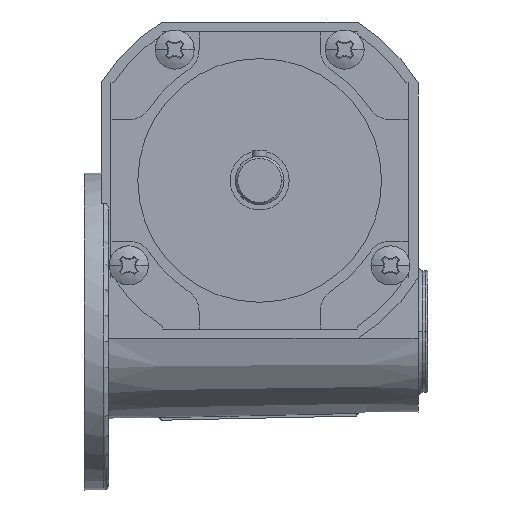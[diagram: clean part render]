
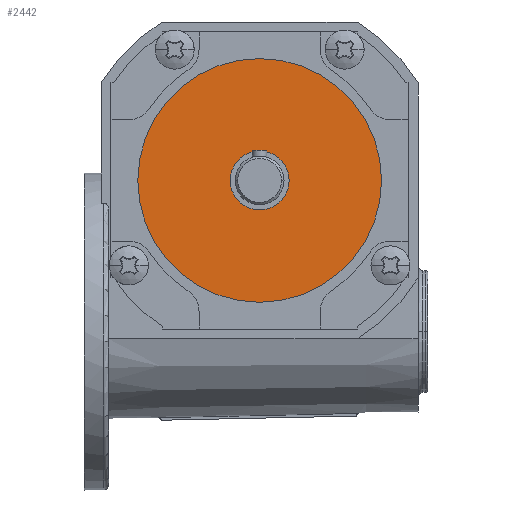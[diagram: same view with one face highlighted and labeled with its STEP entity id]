
A CAD part, left-side view. The second image highlights one B-rep face of the part: STEP entity #2442.
In plain terms, the highlighted planar face has unit normal (-1, 0, 0).
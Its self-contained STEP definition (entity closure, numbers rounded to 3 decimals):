
#1849=CARTESIAN_POINT('POINT2401',(0.,
   -6.05,0.));
#1850=VERTEX_POINT('VERTEX2401',#1849);
#1858=CARTESIAN_POINT('POINT2402',(0.,
   6.05,0.));
#1859=VERTEX_POINT('VERTEX2402',#1858);
#1866=CARTESIAN_POINT('POS3672',(0.,
   0.,0.));
#1867=DIRECTION('DIR5837',(1.,0.,0.));
#1868=DIRECTION('DIR5838',(0.,-1.,0.));
#1869=AXIS2_PLACEMENT_3D('AXIS2166',#1866,#1867,#1868);
#1870=CIRCLE('ELLIPSE1136',#1869,6.05);
#1871=EDGE_CURVE('EDGE3692',#1850,#1859,#1870,.T.);
#1882=EDGE_CURVE('EDGE3693',#1859,#1850,#1870,.T.);
#2418=ORIENTED_EDGE('COEDGE7447',*,*,#1882,.T.);
#2419=ORIENTED_EDGE('COEDGE7448',*,*,#1871,.T.);
#2420=EDGE_LOOP('NONE',(#2418,#2419));
#2421=FACE_BOUND('LOOP1',#2420,.T.);
#2422=CARTESIAN_POINT('POINT2429',(0.,25.,
   0.));
#2423=VERTEX_POINT('VERTEX2429',#2422);
#2424=CARTESIAN_POINT('POINT2430',(0.,-25.,
   0.));
#2425=VERTEX_POINT('VERTEX2430',#2424);
#2426=CARTESIAN_POINT('POS3700',(0.,0.,0.
   ));
#2427=DIRECTION('DIR5893',(1.,0.,0.));
#2428=DIRECTION('DIR5894',(0.,1.,0.));
#2429=AXIS2_PLACEMENT_3D('AXIS2194',#2426,#2427,#2428);
#2430=CIRCLE('ELLIPSE1151',#2429,25.);
#2431=EDGE_CURVE('EDGE3734',#2423,#2425,#2430,.T.);
#2432=ORIENTED_EDGE('COEDGE7449',*,*,#2431,.F.);
#2433=EDGE_CURVE('EDGE3735',#2425,#2423,#2430,.T.);
#2434=ORIENTED_EDGE('COEDGE7450',*,*,#2433,.F.);
#2435=EDGE_LOOP('NONE',(#2432,#2434));
#2436=FACE_BOUND('LOOP1',#2435,.T.);
#2437=CARTESIAN_POINT('POS3701',(0.,0.,0.
   ));
#2438=DIRECTION('DIR5895',(-1.,0.,0.));
#2439=DIRECTION('DIR5896',(0.,1.,0.));
#2440=AXIS2_PLACEMENT_3D('AXIS2195',#2437,#2438,#2439);
#2441=PLANE('PLANE481',#2440);
#2442=ADVANCED_FACE('FACE1396',(#2421,#2436),#2441,.T.);
